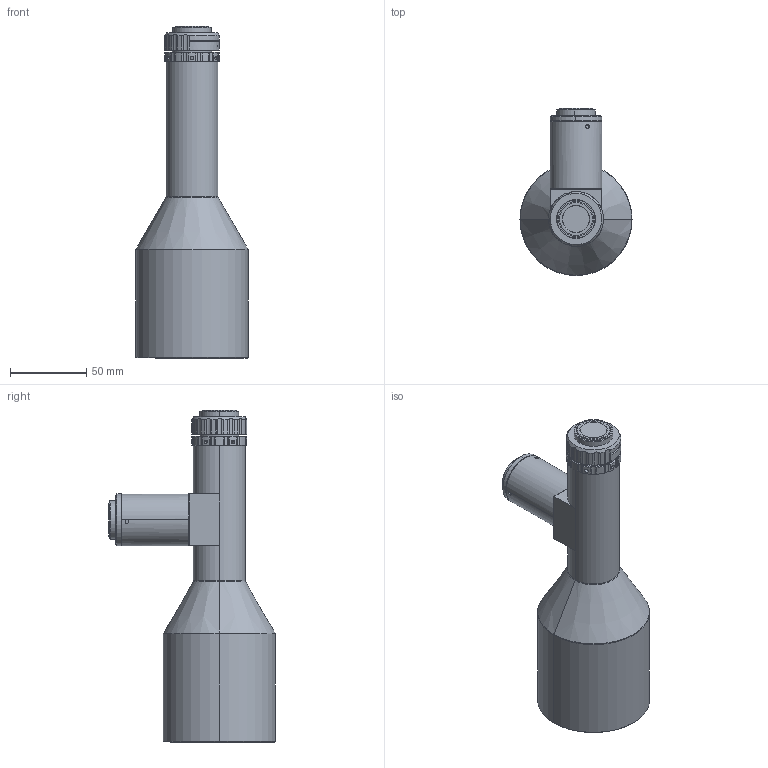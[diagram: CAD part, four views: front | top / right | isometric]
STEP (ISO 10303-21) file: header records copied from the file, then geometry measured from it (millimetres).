
FILE_DESCRIPTION (( 'STEP AP203' ), '1' );
FILE_NAME ('KDV0345-0345-220216-111.STEP', '2024-01-16T06:54:27', ( '' ), ( '' ), 'SwSTEP 2.0', 'SolidWorks 2017', '' );
FILE_SCHEMA (( 'CONFIG_CONTROL_DESIGN' ));
Length unit declared in the file: millimetre
Products named in the file (1): KDV0345-0345-220216-111
Bounding box: 73.5 x 109.38 x 217.7 mm (x, y, z)
Volume: 531981.6 mm3; surface area: 55130.4 mm2
Topology: 1 solids, 9 shells, 349 faces, 849 edges, 535 vertices
Faces by surface type: cylinder 184, cone 90, plane 67, torus 8
Entity records: 11524 total; most frequent: CARTESIAN_POINT 3352, ORIENTED_EDGE 1690, DIRECTION 1679, EDGE_CURVE 845, AXIS2_PLACEMENT_3D 696, VERTEX_POINT 535, EDGE_LOOP 400, ADVANCED_FACE 349
